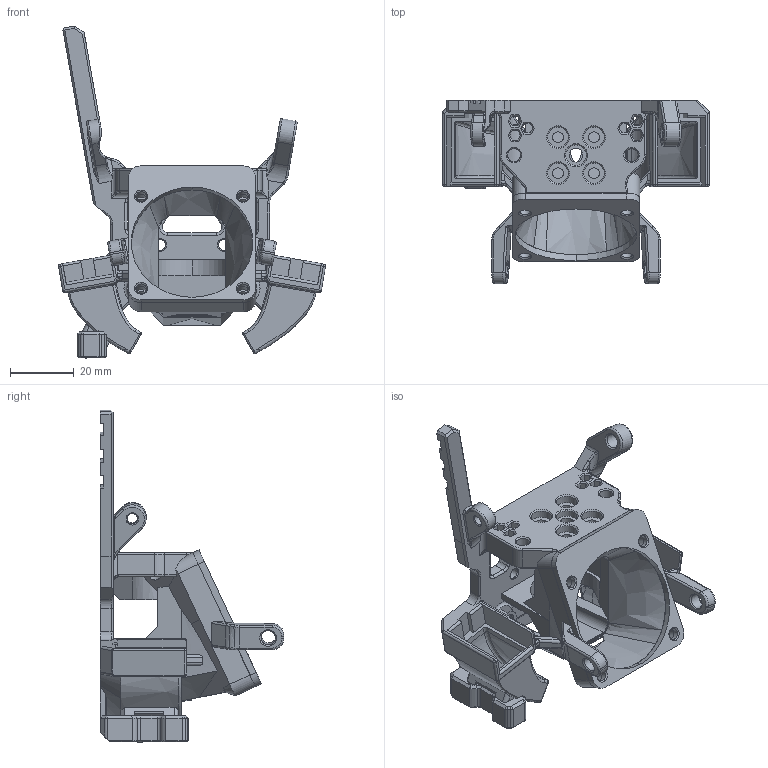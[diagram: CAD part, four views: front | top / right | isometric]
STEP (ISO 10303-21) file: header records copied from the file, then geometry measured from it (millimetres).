
FILE_DESCRIPTION(/* description */ ('','CAx-IF Rec.Pracs.---Representation and Presentation of Product Manufacturing Information (PMI)---4.0---2014-10-13'),/* implementation_level */ '2;1');
FILE_NAME(/* name */ 'Toolhead Teakettle Orbiter_v4.step',/* time_stamp */ '2025-01-11T05:49:44-08:00',/* author */ (''),/* organization */ (''),/* preprocessor_version */ 'ST-DEVELOPER v20',/* originating_system */ 'Autodesk Translation Framework v13.20.0.188',/* authorisation */ '');
FILE_SCHEMA (('AP242_MANAGED_MODEL_BASED_3D_ENGINEERING_MIM_LF { 1 0 10303 442 1 1 4 }'));
Products named in the file (4): Toolhead; ToolHead_1; Fan Flow Intake; ToolHead Body
Assembly tree (3 placements, depth 3):
  Toolhead
    ToolHead_1
      Fan Flow Intake
      ToolHead Body
Bounding box: 84.01 x 57.7 x 104.44 mm (x, y, z)
Volume: 41907.6 mm3; surface area: 33087.3 mm2
Topology: 3 solids, 3 shells, 1037 faces, 2780 edges, 1729 vertices
Faces by surface type: plane 419, cylinder 284, bspline 222, torus 55, cone 51, sphere 6
Full cylindrical faces by diameter (mm): 2 x1, 3.3 x7, 3.4 x8, 3.429 x4, 4.1 x4, 4.5 x3, 4.7 x4, 5.53 x1, 6 x2, 6.1 x1, 6.2 x2, 6.4 x4, 6.5 x1
Entity records: 42897 total; most frequent: CARTESIAN_POINT 17754, ORIENTED_EDGE 5526, DIRECTION 4835, EDGE_CURVE 2763, VERTEX_POINT 1729, AXIS2_PLACEMENT_3D 1687, LINE 1461, VECTOR 1461
